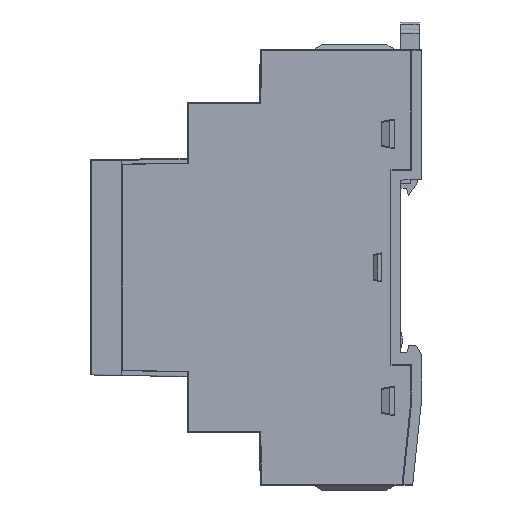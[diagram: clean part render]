
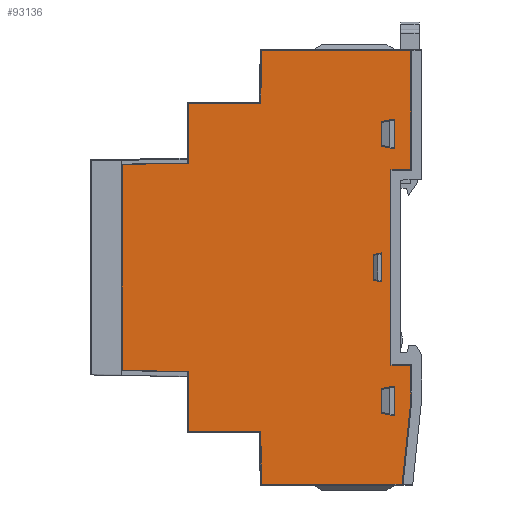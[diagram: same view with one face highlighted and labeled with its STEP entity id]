
A CAD part, left-side view. The second image highlights one B-rep face of the part: STEP entity #93136.
In plain terms, the highlighted planar face has unit normal (-1, 0, 0).
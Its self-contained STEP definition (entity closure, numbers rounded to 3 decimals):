
#92804=DIRECTION('',(0.,0.009,1.));
#92805=VECTOR('',#92804,10.8);
#92806=CARTESIAN_POINT('',(-26.27,28.702,-44.65));
#92807=LINE('',#92806,#92805);
#92811=DIRECTION('',(0.,1.,0.));
#92812=VECTOR('',#92811,14.904);
#92813=CARTESIAN_POINT('',(-26.27,28.796,-33.85));
#92814=LINE('',#92813,#92812);
#92818=DIRECTION('',(0.,0.,1.));
#92819=VECTOR('',#92818,12.397);
#92820=CARTESIAN_POINT('',(-26.27,43.7,-33.85));
#92821=LINE('',#92820,#92819);
#92825=DIRECTION('',(0.,1.,0.017));
#92826=VECTOR('',#92825,13.702);
#92827=CARTESIAN_POINT('',(-26.27,43.7,-21.453));
#92828=LINE('',#92827,#92826);
#92832=DIRECTION('',(0.,0.,1.));
#92833=VECTOR('',#92832,42.428);
#92834=CARTESIAN_POINT('',(-26.27,57.4,-21.214));
#92835=LINE('',#92834,#92833);
#92839=DIRECTION('',(0.,-1.,0.017));
#92840=VECTOR('',#92839,13.702);
#92841=CARTESIAN_POINT('',(-26.27,57.4,21.214));
#92842=LINE('',#92841,#92840);
#92846=DIRECTION('',(0.,0.,1.));
#92847=VECTOR('',#92846,12.397);
#92848=CARTESIAN_POINT('',(-26.27,43.7,21.453));
#92849=LINE('',#92848,#92847);
#92853=DIRECTION('',(0.,-1.,0.));
#92854=VECTOR('',#92853,14.904);
#92855=CARTESIAN_POINT('',(-26.27,43.7,33.85));
#92856=LINE('',#92855,#92854);
#92860=DIRECTION('',(0.,-0.009,1.));
#92861=VECTOR('',#92860,10.8);
#92862=CARTESIAN_POINT('',(-26.27,28.796,33.85));
#92863=LINE('',#92862,#92861);
#92867=DIRECTION('',(0.,-1.,0.));
#92868=VECTOR('',#92867,30.802);
#92869=CARTESIAN_POINT('',(-26.27,28.702,44.65));
#92870=LINE('',#92869,#92868);
#92874=DIRECTION('',(0.,0.,-1.));
#92875=VECTOR('',#92874,24.448);
#92876=CARTESIAN_POINT('',(-26.27,-2.1,44.65));
#92877=LINE('',#92876,#92875);
#92881=DIRECTION('',(0.,1.,-0.017));
#92882=VECTOR('',#92881,4.101);
#92883=CARTESIAN_POINT('',(-26.27,-2.1,20.202));
#92884=LINE('',#92883,#92882);
#92888=DIRECTION('',(0.,0.,-1.));
#92889=VECTOR('',#92888,40.26);
#92890=CARTESIAN_POINT('',(-26.27,2.,20.13));
#92891=LINE('',#92890,#92889);
#92895=DIRECTION('',(0.,-1.,-0.017));
#92896=VECTOR('',#92895,4.101);
#92897=CARTESIAN_POINT('',(-26.27,2.,-20.13));
#92898=LINE('',#92897,#92896);
#92902=DIRECTION('',(0.,0.,-1.));
#92903=VECTOR('',#92902,7.134);
#92904=CARTESIAN_POINT('',(-26.27,-2.1,-20.202));
#92905=LINE('',#92904,#92903);
#92909=DIRECTION('',(0.,0.105,-0.995));
#92910=VECTOR('',#92909,17.41);
#92911=CARTESIAN_POINT('',(-26.27,-2.1,-27.335));
#92912=LINE('',#92911,#92910);
#92916=DIRECTION('',(0.,1.,0.));
#92917=VECTOR('',#92916,28.982);
#92918=CARTESIAN_POINT('',(-26.27,-0.28,-44.65));
#92919=LINE('',#92918,#92917);
#92923=DIRECTION('',(0.,0.985,-0.174));
#92924=VECTOR('',#92923,1.828);
#92925=CARTESIAN_POINT('',(-26.27,3.9,2.982));
#92926=LINE('',#92925,#92924);
#92930=DIRECTION('',(0.,0.,-1.));
#92931=VECTOR('',#92930,5.329);
#92932=CARTESIAN_POINT('',(-26.27,5.7,2.665));
#92933=LINE('',#92932,#92931);
#92937=DIRECTION('',(0.,-0.985,-0.174));
#92938=VECTOR('',#92937,1.828);
#92939=CARTESIAN_POINT('',(-26.27,5.7,-2.665));
#92940=LINE('',#92939,#92938);
#92944=DIRECTION('',(0.,0.,1.));
#92945=VECTOR('',#92944,5.964);
#92946=CARTESIAN_POINT('',(-26.27,3.9,-2.982));
#92947=LINE('',#92946,#92945);
#92951=DIRECTION('',(0.,0.985,-0.174));
#92952=VECTOR('',#92951,2.843);
#92953=CARTESIAN_POINT('',(-26.27,1.2,-24.442));
#92954=LINE('',#92953,#92952);
#92958=DIRECTION('',(0.,0.,-1.));
#92959=VECTOR('',#92958,5.129);
#92960=CARTESIAN_POINT('',(-26.27,4.,-24.935));
#92961=LINE('',#92960,#92959);
#92965=DIRECTION('',(0.,-0.985,-0.174));
#92966=VECTOR('',#92965,2.843);
#92967=CARTESIAN_POINT('',(-26.27,4.,-30.065));
#92968=LINE('',#92967,#92966);
#92972=DIRECTION('',(0.,0.,1.));
#92973=VECTOR('',#92972,6.117);
#92974=CARTESIAN_POINT('',(-26.27,1.2,-30.558));
#92975=LINE('',#92974,#92973);
#92979=DIRECTION('',(0.,0.985,-0.174));
#92980=VECTOR('',#92979,2.843);
#92981=CARTESIAN_POINT('',(-26.27,1.2,30.558));
#92982=LINE('',#92981,#92980);
#92986=DIRECTION('',(0.,0.,-1.));
#92987=VECTOR('',#92986,5.129);
#92988=CARTESIAN_POINT('',(-26.27,4.,30.065));
#92989=LINE('',#92988,#92987);
#92993=DIRECTION('',(0.,-0.985,-0.174));
#92994=VECTOR('',#92993,2.843);
#92995=CARTESIAN_POINT('',(-26.27,4.,24.935));
#92996=LINE('',#92995,#92994);
#93000=DIRECTION('',(0.,0.,1.));
#93001=VECTOR('',#93000,6.117);
#93002=CARTESIAN_POINT('',(-26.27,1.2,24.442));
#93003=LINE('',#93002,#93001);
#93007=CARTESIAN_POINT('',(-26.27,28.796,-33.85));
#93008=CARTESIAN_POINT('',(-26.27,28.702,-44.65));
#93009=VERTEX_POINT('',#93007);
#93010=VERTEX_POINT('',#93008);
#93011=CARTESIAN_POINT('',(-26.27,-0.28,-44.65));
#93012=VERTEX_POINT('',#93011);
#93013=CARTESIAN_POINT('',(-26.27,-2.1,-27.335));
#93014=VERTEX_POINT('',#93013);
#93015=CARTESIAN_POINT('',(-26.27,-2.1,-20.202));
#93016=VERTEX_POINT('',#93015);
#93017=CARTESIAN_POINT('',(-26.27,2.,-20.13));
#93018=VERTEX_POINT('',#93017);
#93019=CARTESIAN_POINT('',(-26.27,2.,20.13));
#93020=VERTEX_POINT('',#93019);
#93021=CARTESIAN_POINT('',(-26.27,-2.1,20.202));
#93022=VERTEX_POINT('',#93021);
#93023=CARTESIAN_POINT('',(-26.27,-2.1,44.65));
#93024=VERTEX_POINT('',#93023);
#93025=CARTESIAN_POINT('',(-26.27,28.702,44.65));
#93026=VERTEX_POINT('',#93025);
#93027=CARTESIAN_POINT('',(-26.27,28.796,33.85));
#93028=VERTEX_POINT('',#93027);
#93029=CARTESIAN_POINT('',(-26.27,43.7,33.85));
#93030=VERTEX_POINT('',#93029);
#93031=CARTESIAN_POINT('',(-26.27,43.7,21.453));
#93032=VERTEX_POINT('',#93031);
#93033=CARTESIAN_POINT('',(-26.27,57.4,21.214));
#93034=VERTEX_POINT('',#93033);
#93035=CARTESIAN_POINT('',(-26.27,57.4,-21.214));
#93036=VERTEX_POINT('',#93035);
#93037=CARTESIAN_POINT('',(-26.27,43.7,-21.453));
#93038=VERTEX_POINT('',#93037);
#93039=CARTESIAN_POINT('',(-26.27,43.7,-33.85));
#93040=VERTEX_POINT('',#93039);
#93041=CARTESIAN_POINT('',(-26.27,5.7,2.665));
#93042=CARTESIAN_POINT('',(-26.27,3.9,2.982));
#93043=VERTEX_POINT('',#93041);
#93044=VERTEX_POINT('',#93042);
#93045=CARTESIAN_POINT('',(-26.27,3.9,-2.982));
#93046=VERTEX_POINT('',#93045);
#93047=CARTESIAN_POINT('',(-26.27,5.7,-2.665));
#93048=VERTEX_POINT('',#93047);
#93049=CARTESIAN_POINT('',(-26.27,4.,-24.935));
#93050=CARTESIAN_POINT('',(-26.27,1.2,-24.442));
#93051=VERTEX_POINT('',#93049);
#93052=VERTEX_POINT('',#93050);
#93053=CARTESIAN_POINT('',(-26.27,1.2,-30.558));
#93054=VERTEX_POINT('',#93053);
#93055=CARTESIAN_POINT('',(-26.27,4.,-30.065));
#93056=VERTEX_POINT('',#93055);
#93057=CARTESIAN_POINT('',(-26.27,4.,30.065));
#93058=CARTESIAN_POINT('',(-26.27,1.2,30.558));
#93059=VERTEX_POINT('',#93057);
#93060=VERTEX_POINT('',#93058);
#93061=CARTESIAN_POINT('',(-26.27,1.2,24.442));
#93062=VERTEX_POINT('',#93061);
#93063=CARTESIAN_POINT('',(-26.27,4.,24.935));
#93064=VERTEX_POINT('',#93063);
#93065=CARTESIAN_POINT('',(-26.27,0.,0.));
#93066=DIRECTION('',(1.,0.,0.));
#93067=DIRECTION('',(0.,0.,1.));
#93068=AXIS2_PLACEMENT_3D('',#93065,#93066,#93067);
#93069=PLANE('',#93068);
#93071=ORIENTED_EDGE('',*,*,#93070,.T.);
#93073=ORIENTED_EDGE('',*,*,#93072,.T.);
#93075=ORIENTED_EDGE('',*,*,#93074,.T.);
#93077=ORIENTED_EDGE('',*,*,#93076,.T.);
#93079=ORIENTED_EDGE('',*,*,#93078,.T.);
#93081=ORIENTED_EDGE('',*,*,#93080,.T.);
#93083=ORIENTED_EDGE('',*,*,#93082,.T.);
#93085=ORIENTED_EDGE('',*,*,#93084,.T.);
#93087=ORIENTED_EDGE('',*,*,#93086,.T.);
#93089=ORIENTED_EDGE('',*,*,#93088,.T.);
#93091=ORIENTED_EDGE('',*,*,#93090,.T.);
#93093=ORIENTED_EDGE('',*,*,#93092,.T.);
#93095=ORIENTED_EDGE('',*,*,#93094,.T.);
#93097=ORIENTED_EDGE('',*,*,#93096,.T.);
#93099=ORIENTED_EDGE('',*,*,#93098,.T.);
#93101=ORIENTED_EDGE('',*,*,#93100,.T.);
#93103=ORIENTED_EDGE('',*,*,#93102,.T.);
#93104=EDGE_LOOP('',(#93071,#93073,#93075,#93077,#93079,#93081,#93083,#93085,
#93087,#93089,#93091,#93093,#93095,#93097,#93099,#93101,#93103));
#93105=FACE_OUTER_BOUND('',#93104,.F.);
#93107=ORIENTED_EDGE('',*,*,#93106,.T.);
#93109=ORIENTED_EDGE('',*,*,#93108,.T.);
#93111=ORIENTED_EDGE('',*,*,#93110,.T.);
#93113=ORIENTED_EDGE('',*,*,#93112,.T.);
#93114=EDGE_LOOP('',(#93107,#93109,#93111,#93113));
#93115=FACE_BOUND('',#93114,.F.);
#93117=ORIENTED_EDGE('',*,*,#93116,.T.);
#93119=ORIENTED_EDGE('',*,*,#93118,.T.);
#93121=ORIENTED_EDGE('',*,*,#93120,.T.);
#93123=ORIENTED_EDGE('',*,*,#93122,.T.);
#93124=EDGE_LOOP('',(#93117,#93119,#93121,#93123));
#93125=FACE_BOUND('',#93124,.F.);
#93127=ORIENTED_EDGE('',*,*,#93126,.T.);
#93129=ORIENTED_EDGE('',*,*,#93128,.T.);
#93131=ORIENTED_EDGE('',*,*,#93130,.T.);
#93133=ORIENTED_EDGE('',*,*,#93132,.T.);
#93134=EDGE_LOOP('',(#93127,#93129,#93131,#93133));
#93135=FACE_BOUND('',#93134,.F.);
#93070=EDGE_CURVE('',#93010,#93009,#92807,.T.);
#93072=EDGE_CURVE('',#93009,#93040,#92814,.T.);
#93074=EDGE_CURVE('',#93040,#93038,#92821,.T.);
#93076=EDGE_CURVE('',#93038,#93036,#92828,.T.);
#93078=EDGE_CURVE('',#93036,#93034,#92835,.T.);
#93080=EDGE_CURVE('',#93034,#93032,#92842,.T.);
#93082=EDGE_CURVE('',#93032,#93030,#92849,.T.);
#93084=EDGE_CURVE('',#93030,#93028,#92856,.T.);
#93086=EDGE_CURVE('',#93028,#93026,#92863,.T.);
#93088=EDGE_CURVE('',#93026,#93024,#92870,.T.);
#93090=EDGE_CURVE('',#93024,#93022,#92877,.T.);
#93092=EDGE_CURVE('',#93022,#93020,#92884,.T.);
#93094=EDGE_CURVE('',#93020,#93018,#92891,.T.);
#93096=EDGE_CURVE('',#93018,#93016,#92898,.T.);
#93098=EDGE_CURVE('',#93016,#93014,#92905,.T.);
#93100=EDGE_CURVE('',#93014,#93012,#92912,.T.);
#93102=EDGE_CURVE('',#93012,#93010,#92919,.T.);
#93106=EDGE_CURVE('',#93044,#93043,#92926,.T.);
#93108=EDGE_CURVE('',#93043,#93048,#92933,.T.);
#93110=EDGE_CURVE('',#93048,#93046,#92940,.T.);
#93112=EDGE_CURVE('',#93046,#93044,#92947,.T.);
#93116=EDGE_CURVE('',#93052,#93051,#92954,.T.);
#93118=EDGE_CURVE('',#93051,#93056,#92961,.T.);
#93120=EDGE_CURVE('',#93056,#93054,#92968,.T.);
#93122=EDGE_CURVE('',#93054,#93052,#92975,.T.);
#93126=EDGE_CURVE('',#93060,#93059,#92982,.T.);
#93128=EDGE_CURVE('',#93059,#93064,#92989,.T.);
#93130=EDGE_CURVE('',#93064,#93062,#92996,.T.);
#93132=EDGE_CURVE('',#93062,#93060,#93003,.T.);
#93136=ADVANCED_FACE('',(#93105,#93115,#93125,#93135),#93069,.F.);
